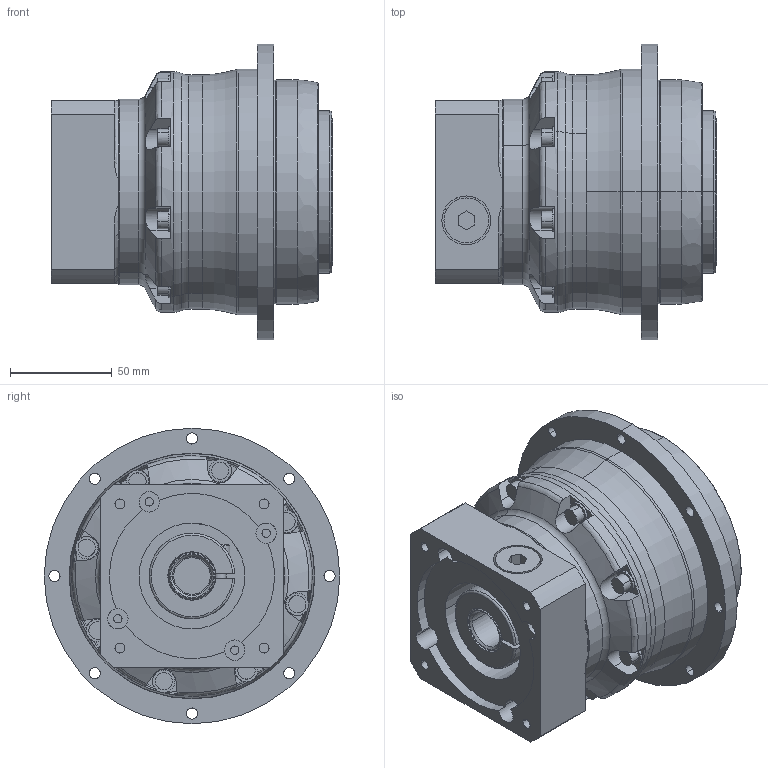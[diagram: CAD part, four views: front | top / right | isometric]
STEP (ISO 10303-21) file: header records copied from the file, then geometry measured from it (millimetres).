
FILE_DESCRIPTION(('STEP AP214'),'1');
FILE_NAME('20141110_162530607.stp','2014-11-10T15:25:33',(''),(''),'XStep 1.0','it-motive AG (itm_Acis_A0016_01R.dll)',' ');
FILE_SCHEMA(('automotive_design'));
Length unit declared in the file: millimetre
Products named in the file (6): Abtrieb_TP_m080; Antrieb_MF2_m080_E; 1; Abtriebsflansch_TP_m080_0; ADP; vs_2_point
Bounding box: 138 x 145 x 145 mm (x, y, z)
Volume: 1197994.3 mm3; surface area: 164242.6 mm2
Topology: 6 solids, 6 shells, 391 faces, 980 edges, 616 vertices
Faces by surface type: cylinder 175, plane 110, torus 54, cone 52
Entity records: 16314 total; most frequent: CARTESIAN_POINT 3406, DIRECTION 2213, ORIENTED_EDGE 1908, EDGE_CURVE 954, AXIS2_PLACEMENT_3D 935, VERTEX_POINT 616, CIRCLE 538, EDGE_LOOP 466
